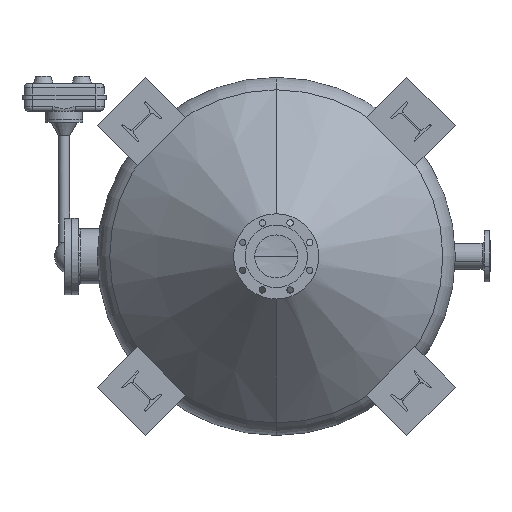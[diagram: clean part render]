
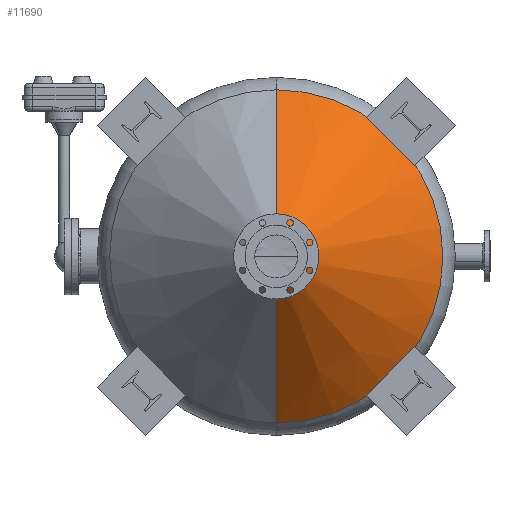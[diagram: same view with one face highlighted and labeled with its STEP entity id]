
A CAD part, front view. The second image highlights one B-rep face of the part: STEP entity #11690.
In plain terms, the highlighted conical face has half-angle 45 degrees and reference radius 93.98 mm.
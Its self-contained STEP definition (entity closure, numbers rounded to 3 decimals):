
#146 = AXIS2_PLACEMENT_3D ( 'NONE', #8561, #592, #12382 ) ;
#592 = DIRECTION ( 'NONE',  ( 0., 1., 0. ) ) ;
#2543 = FACE_OUTER_BOUND ( 'NONE', #7143, .T. ) ;
#2796 = EDGE_CURVE ( 'NONE', #11640, #12523, #10253, .T. ) ;
#3610 = CARTESIAN_POINT ( 'NONE',  ( 0., -1642.825, -93.98 ) ) ;
#4152 = EDGE_CURVE ( 'NONE', #11640, #12878, #10032, .T. ) ;
#4388 = DIRECTION ( 'NONE',  ( 0., 0.707, -0.707 ) ) ;
#5880 = CARTESIAN_POINT ( 'NONE',  ( 0., -1240.603, 0. ) ) ;
#6368 = VECTOR ( 'NONE', #4388, 1000. ) ;
#6983 = ORIENTED_EDGE ( 'NONE', *, *, #4152, .F. ) ;
#7143 = EDGE_LOOP ( 'NONE', ( #15916, #7412, #12201, #6983 ) ) ;
#7412 = ORIENTED_EDGE ( 'NONE', *, *, #13612, .T. ) ;
#8046 = CARTESIAN_POINT ( 'NONE',  ( 0., -1240.603, -496.203 ) ) ;
#8373 = DIRECTION ( 'NONE',  ( 0., 1., 0. ) ) ;
#8561 = CARTESIAN_POINT ( 'NONE',  ( 0., -1642.825, 0. ) ) ;
#8643 = DIRECTION ( 'NONE',  ( 0., 1., 0. ) ) ;
#8753 = DIRECTION ( 'NONE',  ( 0., 0.707, 0.707 ) ) ;
#9547 = AXIS2_PLACEMENT_3D ( 'NONE', #5880, #8373, #16464 ) ;
#9982 = CARTESIAN_POINT ( 'NONE',  ( 0., -1240.603, 496.203 ) ) ;
#10032 = LINE ( 'NONE', #16592, #13824 ) ;
#10253 = CIRCLE ( 'NONE', #146, 93.98 ) ;
#10266 = VERTEX_POINT ( 'NONE', #8046 ) ;
#10398 = EDGE_CURVE ( 'NONE', #12878, #10266, #12525, .T. ) ;
#10889 = LINE ( 'NONE', #16100, #6368 ) ;
#11173 = AXIS2_PLACEMENT_3D ( 'NONE', #15618, #8643, #12557 ) ;
#11640 = VERTEX_POINT ( 'NONE', #16243 ) ;
#11690 = ADVANCED_FACE ( 'NONE', ( #2543 ), #14179, .T. ) ;
#12201 = ORIENTED_EDGE ( 'NONE', *, *, #10398, .F. ) ;
#12382 = DIRECTION ( 'NONE',  ( 0., 0., 1. ) ) ;
#12523 = VERTEX_POINT ( 'NONE', #3610 ) ;
#12525 = CIRCLE ( 'NONE', #9547, 496.203 ) ;
#12557 = DIRECTION ( 'NONE',  ( 0., 0., 1. ) ) ;
#12878 = VERTEX_POINT ( 'NONE', #9982 ) ;
#13612 = EDGE_CURVE ( 'NONE', #12523, #10266, #10889, .T. ) ;
#13824 = VECTOR ( 'NONE', #8753, 1000. ) ;
#14179 = CONICAL_SURFACE ( 'NONE', #11173, 93.98, 0.785 ) ;
#15618 = CARTESIAN_POINT ( 'NONE',  ( 0., -1642.825, 0. ) ) ;
#15916 = ORIENTED_EDGE ( 'NONE', *, *, #2796, .T. ) ;
#16100 = CARTESIAN_POINT ( 'NONE',  ( 0., -1642.825, -93.98 ) ) ;
#16243 = CARTESIAN_POINT ( 'NONE',  ( 0., -1642.825, 93.98 ) ) ;
#16464 = DIRECTION ( 'NONE',  ( 0., 0., 1. ) ) ;
#16592 = CARTESIAN_POINT ( 'NONE',  ( 0., -1642.825, 93.98 ) ) ;
